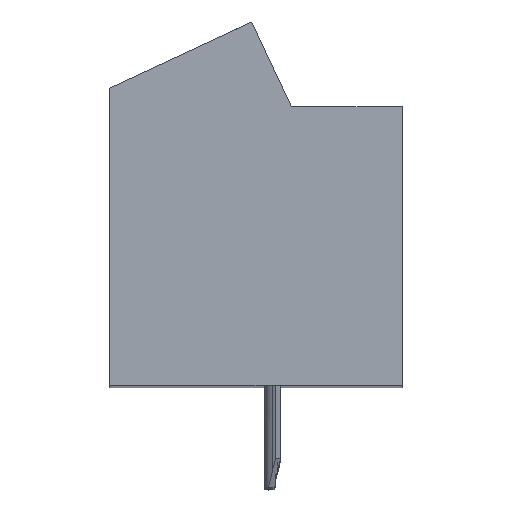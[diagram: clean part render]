
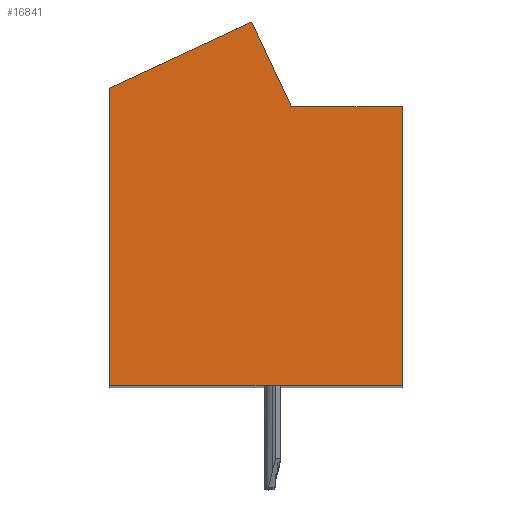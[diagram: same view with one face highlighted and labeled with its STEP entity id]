
A CAD part, top view. The second image highlights one B-rep face of the part: STEP entity #16841.
In plain terms, the highlighted planar face has unit normal (0, 0, 1).
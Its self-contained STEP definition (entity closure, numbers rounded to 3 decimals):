
#5941=DIRECTION('',(-1.,0.,0.));
#5942=VECTOR('',#5941,3.79);
#5943=CARTESIAN_POINT('',(5.002,3.3,47.25));
#5944=LINE('',#5943,#5942);
#5945=DIRECTION('',(0.,1.,0.));
#5946=VECTOR('',#5945,9.5);
#5947=CARTESIAN_POINT('',(5.002,-6.2,47.25));
#5948=LINE('',#5947,#5946);
#5949=DIRECTION('',(1.,0.,0.));
#5950=VECTOR('',#5949,10.);
#5951=CARTESIAN_POINT('',(-4.998,-6.2,47.25));
#5952=LINE('',#5951,#5950);
#5953=DIRECTION('',(0.,-1.,0.));
#5954=VECTOR('',#5953,10.135);
#5955=CARTESIAN_POINT('',(-4.998,3.935,47.25));
#5956=LINE('',#5955,#5954);
#5957=DIRECTION('',(-0.906,-0.423,0.));
#5958=VECTOR('',#5957,5.36);
#5959=CARTESIAN_POINT('',(-0.14,6.2,47.25));
#5960=LINE('',#5959,#5958);
#5961=DIRECTION('',(-0.423,0.906,0.));
#5962=VECTOR('',#5961,3.2);
#5963=CARTESIAN_POINT('',(1.212,3.3,47.25));
#5964=LINE('',#5963,#5962);
#7307=CARTESIAN_POINT('',(5.002,3.3,47.25));
#7308=CARTESIAN_POINT('',(1.212,3.3,47.25));
#7309=VERTEX_POINT('',#7307);
#7310=VERTEX_POINT('',#7308);
#7311=CARTESIAN_POINT('',(-0.14,6.2,47.25));
#7312=VERTEX_POINT('',#7311);
#7313=CARTESIAN_POINT('',(-4.998,3.935,47.25));
#7314=VERTEX_POINT('',#7313);
#7315=CARTESIAN_POINT('',(-4.998,-6.2,47.25));
#7316=VERTEX_POINT('',#7315);
#7317=CARTESIAN_POINT('',(5.002,-6.2,47.25));
#7318=VERTEX_POINT('',#7317);
#16828=CARTESIAN_POINT('',(0.,0.,47.25));
#16829=DIRECTION('',(0.,0.,1.));
#16830=DIRECTION('',(1.,0.,0.));
#16831=AXIS2_PLACEMENT_3D('',#16828,#16829,#16830);
#16832=PLANE('',#16831);
#16833=ORIENTED_EDGE('',*,*,#9332,.F.);
#16834=ORIENTED_EDGE('',*,*,#9347,.F.);
#16835=ORIENTED_EDGE('',*,*,#9361,.F.);
#16836=ORIENTED_EDGE('',*,*,#9630,.F.);
#16837=ORIENTED_EDGE('',*,*,#10346,.F.);
#16838=ORIENTED_EDGE('',*,*,#16822,.F.);
#16839=EDGE_LOOP('',(#16833,#16834,#16835,#16836,#16837,#16838));
#16840=FACE_OUTER_BOUND('',#16839,.F.);
#9332=EDGE_CURVE('',#7309,#7310,#5944,.T.);
#9347=EDGE_CURVE('',#7318,#7309,#5948,.T.);
#9361=EDGE_CURVE('',#7316,#7318,#5952,.T.);
#9630=EDGE_CURVE('',#7314,#7316,#5956,.T.);
#10346=EDGE_CURVE('',#7312,#7314,#5960,.T.);
#16822=EDGE_CURVE('',#7310,#7312,#5964,.T.);
#16841=ADVANCED_FACE('',(#16840),#16832,.T.);
